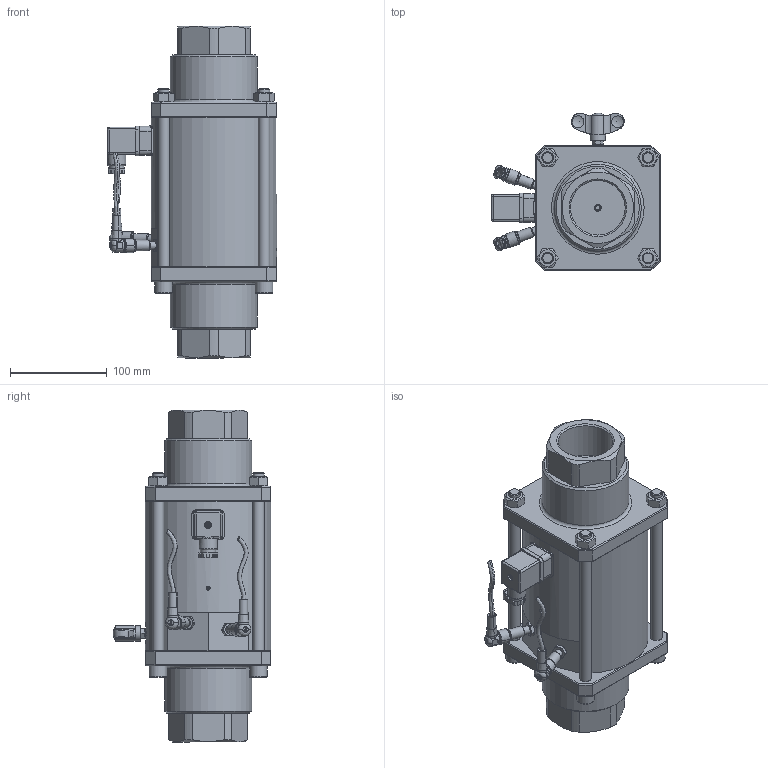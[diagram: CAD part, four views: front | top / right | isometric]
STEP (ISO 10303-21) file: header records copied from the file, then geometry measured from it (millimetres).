
FILE_DESCRIPTION(/* description */ (''),/* implementation_level */ '2;1');
FILE_NAME(/* name */ 'Typ 270 B DN50 M0 G2 ES2.stp',/* time_stamp */ '2022-09-22T12:09:01+02:00',/* author */ ('dzuern'),/* organization */ (''),/* preprocessor_version */ 'ST-DEVELOPER v18.1',/* originating_system */ 'Autodesk Inventor 2021',/* authorisation */ '');
FILE_SCHEMA (('AUTOMOTIVE_DESIGN { 1 0 10303 214 3 1 1 }'));
Length unit declared in the file: millimetre
Products named in the file (1): BG-92701949_Shrinkwrap_1
Bounding box: 175.2 x 163.45 x 344 mm (x, y, z)
Volume: 3439904.9 mm3; surface area: 233296.8 mm2
Topology: 1 solids, 9 shells, 1011 faces, 2609 edges, 1674 vertices
Faces by surface type: plane 476, bspline 204, cylinder 192, cone 91, torus 31, sphere 17
Full cylindrical faces by diameter (mm): 1 x8, 1.5 x2, 2.5 x1, 4.917 x4, 6 x2, 7 x1, 7.2 x1, 8 x2, 9.5 x1, 11 x2, 12 x10, 12.5 x8, 16 x2, 18 x4, 18.9 x1, 22.97 x1, 23 x1, 56.656 x2, 90 x2, 130 x1
Entity records: 34481 total; most frequent: CARTESIAN_POINT 10309, ORIENTED_EDGE 5164, DIRECTION 4103, EDGE_CURVE 2582, VERTEX_POINT 1674, AXIS2_PLACEMENT_3D 1382, LINE 1339, VECTOR 1339
